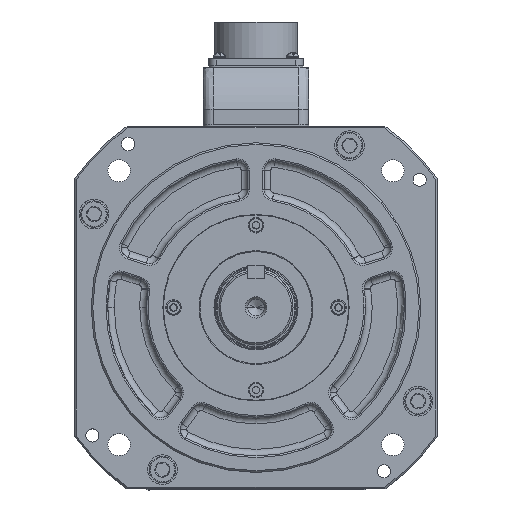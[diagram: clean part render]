
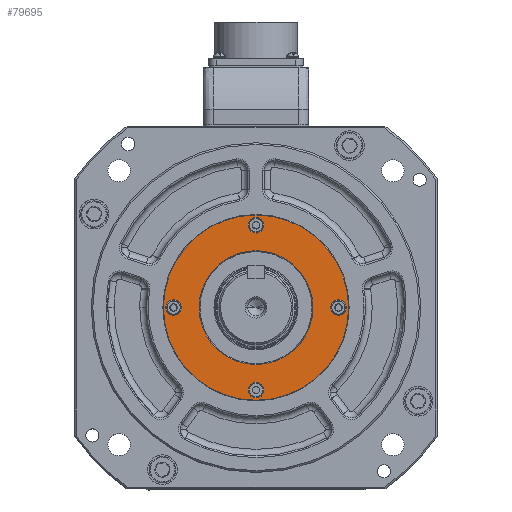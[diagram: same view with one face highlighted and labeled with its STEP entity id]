
A CAD part, top view. The second image highlights one B-rep face of the part: STEP entity #79695.
In plain terms, the highlighted planar face has unit normal (0, 0, 1).
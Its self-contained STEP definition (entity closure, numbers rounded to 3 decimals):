
#6538 = AXIS2_PLACEMENT_3D ( 'NONE', #8921, #8909, #8952 ) ;
#6555 = CIRCLE ( 'NONE', #6566, 4.75 ) ;
#6566 = AXIS2_PLACEMENT_3D ( 'NONE', #8946, #8961, #8899 ) ;
#6578 = CIRCLE ( 'NONE', #6538, 4.75 ) ;
#6593 = AXIS2_PLACEMENT_3D ( 'NONE', #9155, #9157, #9159 ) ;
#6594 = AXIS2_PLACEMENT_3D ( 'NONE', #9201, #9236, #9232 ) ;
#6603 = CIRCLE ( 'NONE', #6593, 4.75 ) ;
#6645 = CIRCLE ( 'NONE', #6652, 34.546 ) ;
#6650 = CIRCLE ( 'NONE', #6594, 56.2 ) ;
#6652 = AXIS2_PLACEMENT_3D ( 'NONE', #9255, #9185, #9191 ) ;
#7020 = AXIS2_PLACEMENT_3D ( 'NONE', #73363, #73380, #73356 ) ;
#8899 = DIRECTION ( 'NONE',  ( 1., 0., 0. ) ) ;
#8909 = DIRECTION ( 'NONE',  ( 0., 0., 1. ) ) ;
#8921 = CARTESIAN_POINT ( 'NONE',  ( 50., 0., 26. ) ) ;
#8946 = CARTESIAN_POINT ( 'NONE',  ( -50., 0., 26. ) ) ;
#8952 = DIRECTION ( 'NONE',  ( 1., 0., 0. ) ) ;
#8961 = DIRECTION ( 'NONE',  ( 0., 0., 1. ) ) ;
#9155 = CARTESIAN_POINT ( 'NONE',  ( 0., -50., 26. ) ) ;
#9157 = DIRECTION ( 'NONE',  ( 0., 0., 1. ) ) ;
#9159 = DIRECTION ( 'NONE',  ( 1., 0., 0. ) ) ;
#9185 = DIRECTION ( 'NONE',  ( 0., 0., 1. ) ) ;
#9191 = DIRECTION ( 'NONE',  ( 1., 0., 0. ) ) ;
#9201 = CARTESIAN_POINT ( 'NONE',  ( 0., 0., 26. ) ) ;
#9232 = DIRECTION ( 'NONE',  ( 1., 0., 0. ) ) ;
#9236 = DIRECTION ( 'NONE',  ( 0., 0., 1. ) ) ;
#9255 = CARTESIAN_POINT ( 'NONE',  ( 0., 0., 26. ) ) ;
#25863 = EDGE_LOOP ( 'NONE', ( #123961, #123845 ) ) ;
#25891 = EDGE_LOOP ( 'NONE', ( #123913, #123856 ) ) ;
#25932 = EDGE_LOOP ( 'NONE', ( #123893, #123918 ) ) ;
#25934 = EDGE_LOOP ( 'NONE', ( #123936, #123935 ) ) ;
#25965 = EDGE_LOOP ( 'NONE', ( #123922, #123927 ) ) ;
#25966 = EDGE_LOOP ( 'NONE', ( #123911, #123921 ) ) ;
#43066 = CARTESIAN_POINT ( 'NONE',  ( 4.75, -50., 26. ) ) ;
#43068 = CARTESIAN_POINT ( 'NONE',  ( 54.75, 0., 26. ) ) ;
#43174 = CARTESIAN_POINT ( 'NONE',  ( 56.2, 0., 26. ) ) ;
#43186 = CARTESIAN_POINT ( 'NONE',  ( -4.75, -50., 26. ) ) ;
#43208 = CARTESIAN_POINT ( 'NONE',  ( 34.546, 0., 26. ) ) ;
#43218 = CARTESIAN_POINT ( 'NONE',  ( -4.75, 50., 26. ) ) ;
#43228 = CARTESIAN_POINT ( 'NONE',  ( -45.25, 0., 26. ) ) ;
#43240 = CARTESIAN_POINT ( 'NONE',  ( 4.75, 50., 26. ) ) ;
#43252 = CARTESIAN_POINT ( 'NONE',  ( -54.75, 0., 26. ) ) ;
#43254 = CARTESIAN_POINT ( 'NONE',  ( -34.546, 0., 26. ) ) ;
#43256 = CARTESIAN_POINT ( 'NONE',  ( 45.25, 0., 26. ) ) ;
#43297 = CARTESIAN_POINT ( 'NONE',  ( -56.2, 0., 26. ) ) ;
#73325 = FACE_BOUND ( 'NONE', #25934, .T. ) ;
#73356 = DIRECTION ( 'NONE',  ( -1., 0., 0. ) ) ;
#73360 = FACE_BOUND ( 'NONE', #25965, .T. ) ;
#73363 = CARTESIAN_POINT ( 'NONE',  ( 0., 34.546, 26. ) ) ;
#73368 = FACE_BOUND ( 'NONE', #25932, .T. ) ;
#73369 = FACE_OUTER_BOUND ( 'NONE', #25863, .T. ) ;
#73370 = FACE_BOUND ( 'NONE', #25891, .T. ) ;
#73374 = PLANE ( 'NONE',  #7020 ) ;
#73380 = DIRECTION ( 'NONE',  ( 0., 0., -1. ) ) ;
#73382 = FACE_BOUND ( 'NONE', #25966, .T. ) ;
#79436 = EDGE_CURVE ( 'NONE', #101006, #100971, #6578, .T. ) ;
#79457 = EDGE_CURVE ( 'NONE', #100982, #101008, #6555, .T. ) ;
#79525 = EDGE_CURVE ( 'NONE', #101007, #100967, #6603, .T. ) ;
#79539 = EDGE_CURVE ( 'NONE', #100978, #101015, #6645, .T. ) ;
#79551 = EDGE_CURVE ( 'NONE', #100940, #101011, #6650, .T. ) ;
#79695 = ADVANCED_FACE ( 'NONE', ( #73325, #73368, #73370, #73360, #73382, #73369 ), #73374, .F. ) ;
#82382 = EDGE_CURVE ( 'NONE', #101015, #100978, #120197, .T. ) ;
#82390 = EDGE_CURVE ( 'NONE', #101001, #100998, #120167, .T. ) ;
#82396 = EDGE_CURVE ( 'NONE', #101011, #100940, #120138, .T. ) ;
#82403 = EDGE_CURVE ( 'NONE', #100971, #101006, #120172, .T. ) ;
#82426 = EDGE_CURVE ( 'NONE', #100967, #101007, #120286, .T. ) ;
#82436 = EDGE_CURVE ( 'NONE', #101008, #100982, #120252, .T. ) ;
#82583 = EDGE_CURVE ( 'NONE', #100998, #101001, #118779, .T. ) ;
#100940 = VERTEX_POINT ( 'NONE', #43174 ) ;
#100967 = VERTEX_POINT ( 'NONE', #43066 ) ;
#100971 = VERTEX_POINT ( 'NONE', #43068 ) ;
#100978 = VERTEX_POINT ( 'NONE', #43254 ) ;
#100982 = VERTEX_POINT ( 'NONE', #43252 ) ;
#100998 = VERTEX_POINT ( 'NONE', #43218 ) ;
#101001 = VERTEX_POINT ( 'NONE', #43240 ) ;
#101006 = VERTEX_POINT ( 'NONE', #43256 ) ;
#101007 = VERTEX_POINT ( 'NONE', #43186 ) ;
#101008 = VERTEX_POINT ( 'NONE', #43228 ) ;
#101011 = VERTEX_POINT ( 'NONE', #43297 ) ;
#101015 = VERTEX_POINT ( 'NONE', #43208 ) ;
#118779 = CIRCLE ( 'NONE', #118794, 4.75 ) ;
#118794 = AXIS2_PLACEMENT_3D ( 'NONE', #122443, #122461, #122450 ) ;
#120138 = CIRCLE ( 'NONE', #120165, 56.2 ) ;
#120142 = AXIS2_PLACEMENT_3D ( 'NONE', #121787, #121826, #121805 ) ;
#120165 = AXIS2_PLACEMENT_3D ( 'NONE', #121877, #121879, #121902 ) ;
#120167 = CIRCLE ( 'NONE', #120214, 4.75 ) ;
#120172 = CIRCLE ( 'NONE', #120227, 4.75 ) ;
#120197 = CIRCLE ( 'NONE', #120142, 34.546 ) ;
#120214 = AXIS2_PLACEMENT_3D ( 'NONE', #121860, #121911, #121898 ) ;
#120227 = AXIS2_PLACEMENT_3D ( 'NONE', #121945, #121984, #122030 ) ;
#120245 = AXIS2_PLACEMENT_3D ( 'NONE', #120532, #120528, #120505 ) ;
#120252 = CIRCLE ( 'NONE', #120262, 4.75 ) ;
#120262 = AXIS2_PLACEMENT_3D ( 'NONE', #120606, #120628, #120616 ) ;
#120286 = CIRCLE ( 'NONE', #120245, 4.75 ) ;
#120505 = DIRECTION ( 'NONE',  ( 1., 0., 0. ) ) ;
#120528 = DIRECTION ( 'NONE',  ( 0., 0., 1. ) ) ;
#120532 = CARTESIAN_POINT ( 'NONE',  ( 0., -50., 26. ) ) ;
#120606 = CARTESIAN_POINT ( 'NONE',  ( -50., 0., 26. ) ) ;
#120616 = DIRECTION ( 'NONE',  ( 1., 0., 0. ) ) ;
#120628 = DIRECTION ( 'NONE',  ( 0., 0., 1. ) ) ;
#121787 = CARTESIAN_POINT ( 'NONE',  ( 0., 0., 26. ) ) ;
#121805 = DIRECTION ( 'NONE',  ( 1., 0., 0. ) ) ;
#121826 = DIRECTION ( 'NONE',  ( 0., 0., 1. ) ) ;
#121860 = CARTESIAN_POINT ( 'NONE',  ( 0., 50., 26. ) ) ;
#121877 = CARTESIAN_POINT ( 'NONE',  ( 0., 0., 26. ) ) ;
#121879 = DIRECTION ( 'NONE',  ( 0., 0., 1. ) ) ;
#121898 = DIRECTION ( 'NONE',  ( 1., 0., 0. ) ) ;
#121902 = DIRECTION ( 'NONE',  ( 1., 0., 0. ) ) ;
#121911 = DIRECTION ( 'NONE',  ( 0., 0., 1. ) ) ;
#121945 = CARTESIAN_POINT ( 'NONE',  ( 50., 0., 26. ) ) ;
#121984 = DIRECTION ( 'NONE',  ( 0., 0., 1. ) ) ;
#122030 = DIRECTION ( 'NONE',  ( 1., 0., 0. ) ) ;
#122443 = CARTESIAN_POINT ( 'NONE',  ( 0., 50., 26. ) ) ;
#122450 = DIRECTION ( 'NONE',  ( 1., 0., 0. ) ) ;
#122461 = DIRECTION ( 'NONE',  ( 0., 0., 1. ) ) ;
#123845 = ORIENTED_EDGE ( 'NONE', *, *, #79551, .T. ) ;
#123856 = ORIENTED_EDGE ( 'NONE', *, *, #79457, .F. ) ;
#123893 = ORIENTED_EDGE ( 'NONE', *, *, #82403, .F. ) ;
#123911 = ORIENTED_EDGE ( 'NONE', *, *, #82382, .F. ) ;
#123913 = ORIENTED_EDGE ( 'NONE', *, *, #82436, .F. ) ;
#123918 = ORIENTED_EDGE ( 'NONE', *, *, #79436, .F. ) ;
#123921 = ORIENTED_EDGE ( 'NONE', *, *, #79539, .F. ) ;
#123922 = ORIENTED_EDGE ( 'NONE', *, *, #82390, .F. ) ;
#123927 = ORIENTED_EDGE ( 'NONE', *, *, #82583, .F. ) ;
#123935 = ORIENTED_EDGE ( 'NONE', *, *, #79525, .F. ) ;
#123936 = ORIENTED_EDGE ( 'NONE', *, *, #82426, .F. ) ;
#123961 = ORIENTED_EDGE ( 'NONE', *, *, #82396, .T. ) ;
